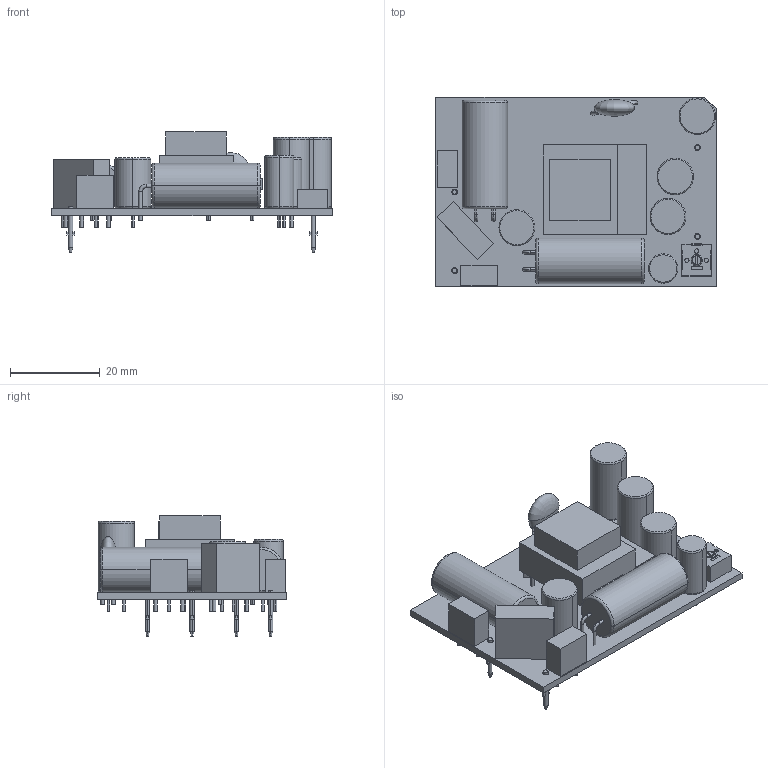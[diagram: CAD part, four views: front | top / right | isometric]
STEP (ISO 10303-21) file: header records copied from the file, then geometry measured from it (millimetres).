
FILE_DESCRIPTION((''),'2;1');
FILE_NAME('EFM10_PCBA_ASM','2021-08-12T08:55:25',('FolsomT'),(''),'CREO PARAMETRIC BY PTC INC, 2017380','CREO PARAMETRIC BY PTC INC, 2017380','');
FILE_SCHEMA(('CONFIG_CONTROL_DESIGN'));
Length unit declared in the file: inch
Products named in the file (12): PCB1; C3; C2; C1; 13X11X5; 8X7X43; VR_H; C4; PIN-10_2; T100111381-3-LF; 227DW322E-1P; EFM10_PCBA_ASM
Assembly tree (18 placements, depth 2):
  EFM10_PCBA_ASM
    PCB1
    C3  x2
    C2
    C1  x2
    13X11X5
    8X7X43  x2
    VR_H
    C4  x2
    PIN-10_2  x4
    T100111381-3-LF
    227DW322E-1P
Bounding box: 62.48 x 42.16 x 26.82 mm (x, y, z)
Volume: 16396.6 mm3; surface area: 13408.1 mm2
Topology: 18 solids, 18 shells, 347 faces, 775 edges, 496 vertices
Faces by surface type: plane 172, cylinder 116, torus 38, bspline 11, cone 8, revolution 2
Entity records: 8814 total; most frequent: CARTESIAN_POINT 3078, DIRECTION 1218, ORIENTED_EDGE 1066, EDGE_CURVE 533, AXIS2_PLACEMENT_3D 464, VERTEX_POINT 346, VECTOR 288, LINE 288
